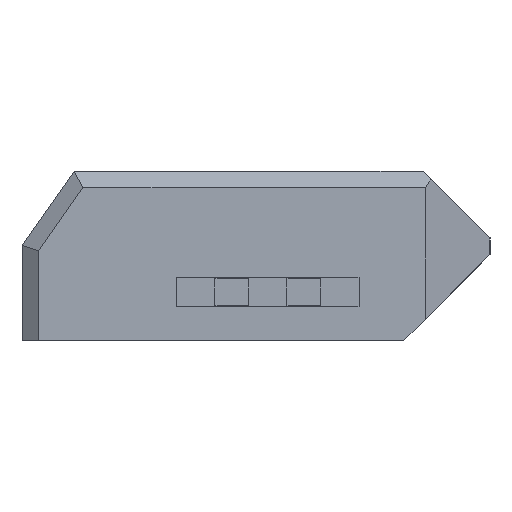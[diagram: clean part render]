
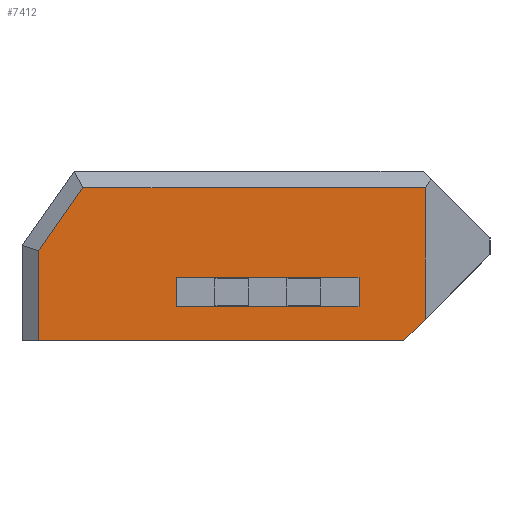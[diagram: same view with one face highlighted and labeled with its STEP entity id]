
A CAD part, left-side view. The second image highlights one B-rep face of the part: STEP entity #7412.
In plain terms, the highlighted planar face has unit normal (-1, 0, 0).
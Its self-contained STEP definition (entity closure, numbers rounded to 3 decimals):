
#200=FACE_BOUND('',#1269,.T.);
#836=FACE_OUTER_BOUND('',#1268,.T.);
#1268=EDGE_LOOP('',(#6701,#6702,#6703,#6704,#6705,#6706));
#1269=EDGE_LOOP('',(#6707,#6708,#6709,#6710));
#1858=LINE('',#12431,#2656);
#1861=LINE('',#12437,#2659);
#1864=LINE('',#12443,#2662);
#1867=LINE('',#12447,#2665);
#2021=LINE('',#13033,#2819);
#2029=LINE('',#13047,#2827);
#2035=LINE('',#13064,#2833);
#2037=LINE('',#13068,#2835);
#2041=LINE('',#13073,#2839);
#2055=LINE('',#13102,#2853);
#2656=VECTOR('',#8824,10.);
#2659=VECTOR('',#8829,10.);
#2662=VECTOR('',#8834,10.);
#2665=VECTOR('',#8839,10.);
#2819=VECTOR('',#9361,10.);
#2827=VECTOR('',#9373,10.);
#2833=VECTOR('',#9391,10.);
#2835=VECTOR('',#9395,10.);
#2839=VECTOR('',#9401,10.);
#2853=VECTOR('',#9435,10.);
#3415=VERTEX_POINT('',#12428);
#3416=VERTEX_POINT('',#12430);
#3418=VERTEX_POINT('',#12436);
#3420=VERTEX_POINT('',#12442);
#3537=VERTEX_POINT('',#13030);
#3538=VERTEX_POINT('',#13032);
#3542=VERTEX_POINT('',#13046);
#3546=VERTEX_POINT('',#13061);
#3547=VERTEX_POINT('',#13063);
#3548=VERTEX_POINT('',#13067);
#4337=EDGE_CURVE('',#3416,#3415,#1858,.T.);
#4340=EDGE_CURVE('',#3418,#3416,#1861,.T.);
#4343=EDGE_CURVE('',#3420,#3418,#1864,.T.);
#4346=EDGE_CURVE('',#3415,#3420,#1867,.T.);
#4574=EDGE_CURVE('',#3538,#3537,#2021,.T.);
#4582=EDGE_CURVE('',#3538,#3542,#2029,.T.);
#4588=EDGE_CURVE('',#3546,#3547,#2035,.T.);
#4590=EDGE_CURVE('',#3547,#3548,#2037,.T.);
#4594=EDGE_CURVE('',#3548,#3537,#2041,.T.);
#4608=EDGE_CURVE('',#3542,#3546,#2055,.T.);
#6701=ORIENTED_EDGE('',*,*,#4574,.T.);
#6702=ORIENTED_EDGE('',*,*,#4594,.F.);
#6703=ORIENTED_EDGE('',*,*,#4590,.F.);
#6704=ORIENTED_EDGE('',*,*,#4588,.F.);
#6705=ORIENTED_EDGE('',*,*,#4608,.F.);
#6706=ORIENTED_EDGE('',*,*,#4582,.F.);
#6707=ORIENTED_EDGE('',*,*,#4337,.T.);
#6708=ORIENTED_EDGE('',*,*,#4346,.T.);
#6709=ORIENTED_EDGE('',*,*,#4343,.T.);
#6710=ORIENTED_EDGE('',*,*,#4340,.T.);
#7013=PLANE('',#7843);
#7412=ADVANCED_FACE('',(#836,#200),#7013,.F.);
#7843=AXIS2_PLACEMENT_3D('',#13103,#9436,#9437);
#8824=DIRECTION('',(0.,0.,1.));
#8829=DIRECTION('',(0.,1.,0.));
#8834=DIRECTION('',(0.,0.,-1.));
#8839=DIRECTION('',(0.,-1.,0.));
#9361=DIRECTION('',(0.,0.,1.));
#9373=DIRECTION('',(0.,0.707,-0.707));
#9391=DIRECTION('',(0.,0.,1.));
#9395=DIRECTION('',(0.,-0.574,0.819));
#9401=DIRECTION('',(0.,-1.,0.));
#9435=DIRECTION('',(0.,1.,0.));
#9436=DIRECTION('center_axis',(1.,0.,0.));
#9437=DIRECTION('ref_axis',(0.,1.,0.));
#12428=CARTESIAN_POINT('',(-2.5,35.4,0.3));
#12430=CARTESIAN_POINT('',(-2.5,35.4,-4.1));
#12431=CARTESIAN_POINT('',(-2.5,35.4,-0.3));
#12436=CARTESIAN_POINT('',(-2.5,8.1,-4.1));
#12437=CARTESIAN_POINT('',(-2.5,15.8,-4.1));
#12442=CARTESIAN_POINT('',(-2.5,8.1,0.3));
#12443=CARTESIAN_POINT('',(-2.5,8.1,1.9));
#12447=CARTESIAN_POINT('',(-2.5,29.45,0.3));
#13030=CARTESIAN_POINT('',(-2.5,-1.842,13.7));
#13032=CARTESIAN_POINT('',(-2.5,-1.842,-5.948));
#13033=CARTESIAN_POINT('',(-2.5,-1.842,9.85));
#13046=CARTESIAN_POINT('',(-2.5,1.41,-9.2));
#13047=CARTESIAN_POINT('',(-2.5,-11.486,3.696));
#13061=CARTESIAN_POINT('',(-2.5,55.986,-9.2));
#13063=CARTESIAN_POINT('',(-2.5,55.986,4.272));
#13064=CARTESIAN_POINT('',(-2.5,55.986,-2.85));
#13067=CARTESIAN_POINT('',(-2.5,49.384,13.7));
#13068=CARTESIAN_POINT('',(-2.5,51.049,11.322));
#13073=CARTESIAN_POINT('',(-2.5,37.093,13.7));
#13102=CARTESIAN_POINT('',(-2.5,-11.486,-9.2));
#13103=CARTESIAN_POINT('Origin',(-2.5,23.5,3.5));
